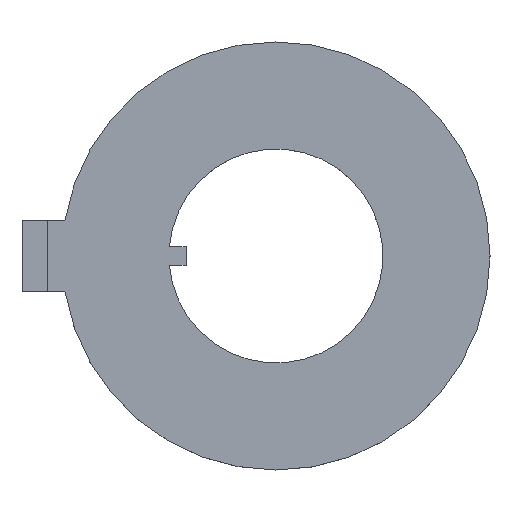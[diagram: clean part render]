
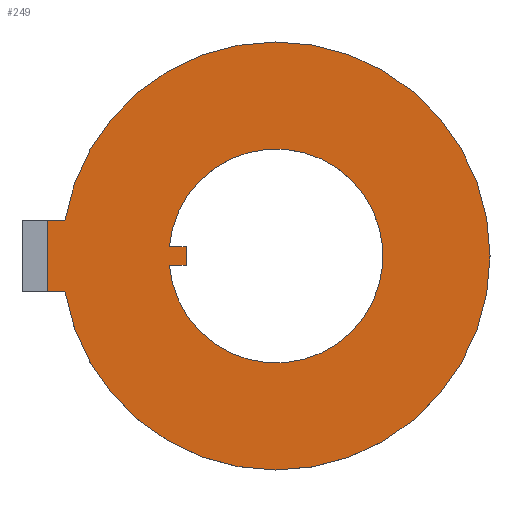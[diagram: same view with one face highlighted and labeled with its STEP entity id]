
A CAD part, top view. The second image highlights one B-rep face of the part: STEP entity #249.
In plain terms, the highlighted planar face has unit normal (0, 0, 1).
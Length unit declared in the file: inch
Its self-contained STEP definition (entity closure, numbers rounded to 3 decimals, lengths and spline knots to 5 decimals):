
#18=FACE_BOUND('',#52,.T.);
#25=PLANE('',#269);
#37=FACE_OUTER_BOUND('',#51,.T.);
#51=EDGE_LOOP('',(#211,#212,#213,#214));
#52=EDGE_LOOP('',(#215,#216,#217,#218));
#68=LINE('',#378,#95);
#72=LINE('',#387,#99);
#79=LINE('',#399,#106);
#80=LINE('',#402,#107);
#81=LINE('',#403,#108);
#82=LINE('',#404,#109);
#95=VECTOR('',#306,0.01933);
#99=VECTOR('',#314,0.01858);
#106=VECTOR('',#325,0.01858);
#107=VECTOR('',#328,0.079);
#108=VECTOR('',#329,0.01933);
#109=VECTOR('',#330,0.02);
#112=CIRCLE('',#258,0.118);
#114=CIRCLE('',#261,0.236);
#119=VERTEX_POINT('',#347);
#120=VERTEX_POINT('',#349);
#123=VERTEX_POINT('',#356);
#124=VERTEX_POINT('',#358);
#131=VERTEX_POINT('',#376);
#134=VERTEX_POINT('',#386);
#137=VERTEX_POINT('',#397);
#138=VERTEX_POINT('',#401);
#141=EDGE_CURVE('',#119,#120,#112,.T.);
#145=EDGE_CURVE('',#124,#123,#114,.T.);
#155=EDGE_CURVE('',#131,#123,#68,.T.);
#159=EDGE_CURVE('',#120,#134,#72,.T.);
#166=EDGE_CURVE('',#137,#119,#79,.T.);
#167=EDGE_CURVE('',#131,#138,#80,.T.);
#168=EDGE_CURVE('',#138,#124,#81,.T.);
#169=EDGE_CURVE('',#134,#137,#82,.T.);
#211=ORIENTED_EDGE('',*,*,#145,.T.);
#212=ORIENTED_EDGE('',*,*,#155,.F.);
#213=ORIENTED_EDGE('',*,*,#167,.T.);
#214=ORIENTED_EDGE('',*,*,#168,.T.);
#215=ORIENTED_EDGE('',*,*,#141,.F.);
#216=ORIENTED_EDGE('',*,*,#166,.F.);
#217=ORIENTED_EDGE('',*,*,#169,.F.);
#218=ORIENTED_EDGE('',*,*,#159,.F.);
#249=ADVANCED_FACE('',(#37,#18),#25,.T.);
#258=AXIS2_PLACEMENT_3D('',#350,#282,#283);
#261=AXIS2_PLACEMENT_3D('',#359,#290,#291);
#269=AXIS2_PLACEMENT_3D('',#400,#326,#327);
#282=DIRECTION('center_axis',(0.,0.,1.));
#283=DIRECTION('ref_axis',(1.,0.,0.));
#290=DIRECTION('center_axis',(0.,0.,1.));
#291=DIRECTION('ref_axis',(1.,0.,0.));
#306=DIRECTION('',(1.,0.,0.));
#314=DIRECTION('',(1.,0.,0.));
#325=DIRECTION('',(-1.,0.,0.));
#326=DIRECTION('center_axis',(0.,0.,1.));
#327=DIRECTION('ref_axis',(1.,0.,0.));
#328=DIRECTION('',(0.,-1.,0.));
#329=DIRECTION('',(1.,0.,0.));
#330=DIRECTION('',(0.,-1.,0.));
#347=CARTESIAN_POINT('',(-0.11758,-0.01,0.031));
#349=CARTESIAN_POINT('',(-0.11758,0.01,0.031));
#350=CARTESIAN_POINT('Origin',(0.,0.,0.031));
#356=CARTESIAN_POINT('',(-0.23267,0.0395,0.031));
#358=CARTESIAN_POINT('',(-0.23267,-0.0395,0.031));
#359=CARTESIAN_POINT('Origin',(0.,0.,0.031));
#376=CARTESIAN_POINT('',(-0.252,0.0395,0.031));
#378=CARTESIAN_POINT('',(-0.252,0.0395,0.031));
#386=CARTESIAN_POINT('',(-0.099,0.01,0.031));
#387=CARTESIAN_POINT('',(-0.11758,0.01,0.031));
#397=CARTESIAN_POINT('',(-0.099,-0.01,0.031));
#399=CARTESIAN_POINT('',(-0.099,-0.01,0.031));
#400=CARTESIAN_POINT('Origin',(0.,0.,0.031));
#401=CARTESIAN_POINT('',(-0.252,-0.0395,0.031));
#402=CARTESIAN_POINT('',(-0.252,0.0395,0.031));
#403=CARTESIAN_POINT('',(-0.252,-0.0395,0.031));
#404=CARTESIAN_POINT('',(-0.099,0.01,0.031));
